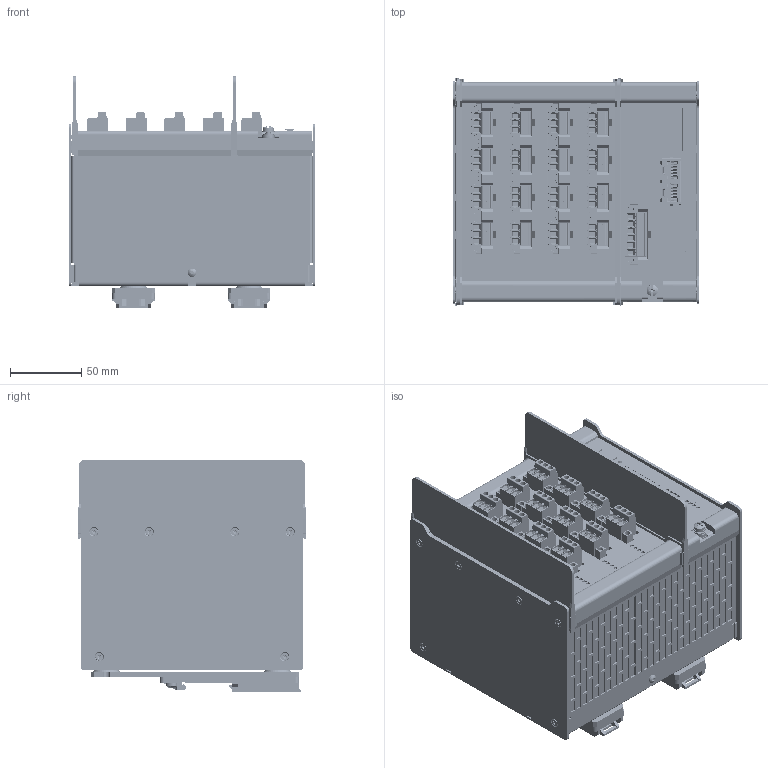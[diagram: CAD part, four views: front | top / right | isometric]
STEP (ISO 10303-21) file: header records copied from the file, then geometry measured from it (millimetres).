
FILE_DESCRIPTION((''),'2;1');
FILE_NAME('CAD-7218A_ASM','2024-04-16T14:54:49',('creinig-se'),(''),'CREO PARAMETRIC BY PTC INC, 2022284','CREO PARAMETRIC BY PTC INC, 2022284','');
FILE_SCHEMA(('CONFIG_CONTROL_DESIGN','SHAPE_APPEARANCE_LAYERS_GROUPS'));
Products named in the file (6): CAD-8984_HSG_ARS_IC_SW0002; CAD-8984_ACC_RJHSE-5380-02; CAD-7219A_DINKLE_2ESDFM-03P; CAD-7219A_DINKLE_2ESDFM-03P_ASM; CAD-7219A_DINKLE_2ESDFM-06P; CAD-7218A_ASM
Assembly tree (11 placements, depth 3):
  CAD-7218A_ASM
    CAD-8984_HSG_ARS_IC_SW0002
    CAD-8984_ACC_RJHSE-5380-02
    CAD-7219A_DINKLE_2ESDFM-03P_ASM  x4
      CAD-7219A_DINKLE_2ESDFM-03P
    CAD-7219A_DINKLE_2ESDFM-06P
Bounding box: 173 x 159.09 x 163.2 mm (x, y, z)
Volume: 2813748.2 mm3; surface area: 416633.2 mm2
Topology: 20 solids, 20 shells, 10444 faces, 28589 edges, 18172 vertices
Faces by surface type: plane 6198, cylinder 2930, cone 533, bspline 413, torus 166, sphere 136, revolution 68
Entity records: 262104 total; most frequent: CARTESIAN_POINT 54697, ORIENTED_EDGE 33026, DIRECTION 29791, EDGE_CURVE 16513, VECTOR 12103, LINE 12103, VERTEX_POINT 10597, PRESENTATION_STYLE_ASSIGNMENT 10005
